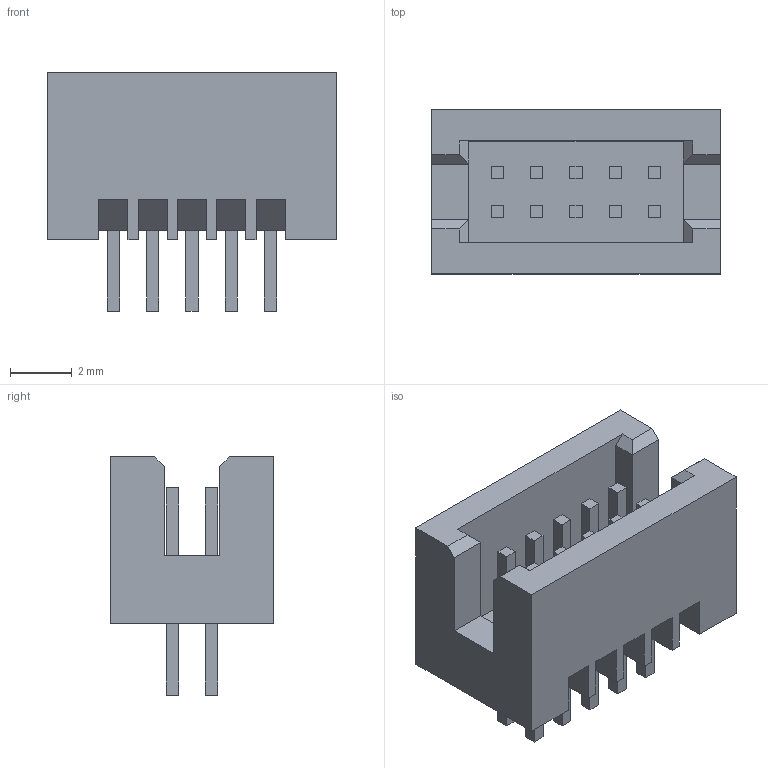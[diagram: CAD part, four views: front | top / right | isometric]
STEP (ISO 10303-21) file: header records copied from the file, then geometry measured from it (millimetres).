
FILE_DESCRIPTION((''),'2;1');
FILE_NAME('20021211-00010XXLFC','2009-07-16T',('msriniva'),('FCI - ELX Division'),'PRO/ENGINEER BY PARAMETRIC TECHNOLOGY CORPORATION, 2008010','PRO/ENGINEER BY PARAMETRIC TECHNOLOGY CORPORATION, 2008010','');
FILE_SCHEMA(('CONFIG_CONTROL_DESIGN'));
Length unit declared in the file: millimetre
Products named in the file (1): 20021211-00010XXLFC
Bounding box: 9.34 x 5.3 x 7.7 mm (x, y, z)
Volume: 158.4 mm3; surface area: 437 mm2
Topology: 1 solids, 1 shells, 156 faces, 398 edges, 264 vertices
Faces by surface type: plane 156
Entity records: 4648 total; most frequent: CARTESIAN_POINT 818, ORIENTED_EDGE 796, DIRECTION 710, VECTOR 398, LINE 398, EDGE_CURVE 398, VERTEX_POINT 264, EDGE_LOOP 176
